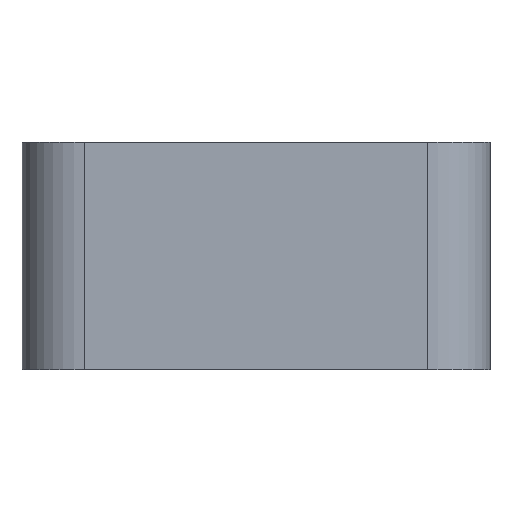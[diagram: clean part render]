
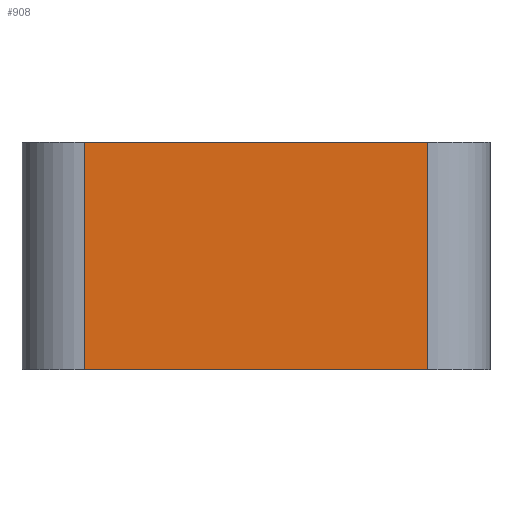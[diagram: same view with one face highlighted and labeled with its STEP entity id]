
A CAD part, left-side view. The second image highlights one B-rep face of the part: STEP entity #908.
In plain terms, the highlighted planar face has unit normal (-1, 0, 0).
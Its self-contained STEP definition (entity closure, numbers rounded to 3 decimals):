
#103=FACE_OUTER_BOUND('',#160,.T.);
#160=EDGE_LOOP('',(#813,#814,#815,#816));
#224=LINE('',#1381,#329);
#260=LINE('',#1463,#365);
#264=LINE('',#1472,#369);
#267=LINE('',#1478,#372);
#329=VECTOR('',#1110,10.);
#365=VECTOR('',#1196,10.);
#369=VECTOR('',#1206,10.);
#372=VECTOR('',#1215,10.);
#435=VERTEX_POINT('',#1378);
#436=VERTEX_POINT('',#1380);
#456=VERTEX_POINT('',#1460);
#457=VERTEX_POINT('',#1462);
#532=EDGE_CURVE('',#435,#436,#224,.T.);
#574=EDGE_CURVE('',#456,#457,#260,.T.);
#580=EDGE_CURVE('',#436,#456,#264,.T.);
#583=EDGE_CURVE('',#457,#435,#267,.T.);
#813=ORIENTED_EDGE('',*,*,#580,.F.);
#814=ORIENTED_EDGE('',*,*,#532,.F.);
#815=ORIENTED_EDGE('',*,*,#583,.F.);
#816=ORIENTED_EDGE('',*,*,#574,.F.);
#867=PLANE('',#987);
#908=ADVANCED_FACE('',(#103),#867,.T.);
#987=AXIS2_PLACEMENT_3D('',#1479,#1216,#1217);
#1110=DIRECTION('',(0.,1.,0.));
#1196=DIRECTION('',(0.,-1.,0.));
#1206=DIRECTION('',(0.,0.,1.));
#1215=DIRECTION('',(0.,0.,-1.));
#1216=DIRECTION('center_axis',(-1.,0.,0.));
#1217=DIRECTION('ref_axis',(0.,1.,0.));
#1378=CARTESIAN_POINT('',(-61.59,25.262,-11.5));
#1380=CARTESIAN_POINT('',(-61.59,47.062,-11.5));
#1381=CARTESIAN_POINT('',(-61.59,21.262,-11.5));
#1460=CARTESIAN_POINT('',(-61.59,47.062,3.));
#1462=CARTESIAN_POINT('',(-61.59,25.262,3.));
#1463=CARTESIAN_POINT('',(-61.59,21.262,3.));
#1472=CARTESIAN_POINT('',(-61.59,47.062,1.5));
#1478=CARTESIAN_POINT('',(-61.59,25.262,1.5));
#1479=CARTESIAN_POINT('Origin',(-61.59,21.262,1.5));
